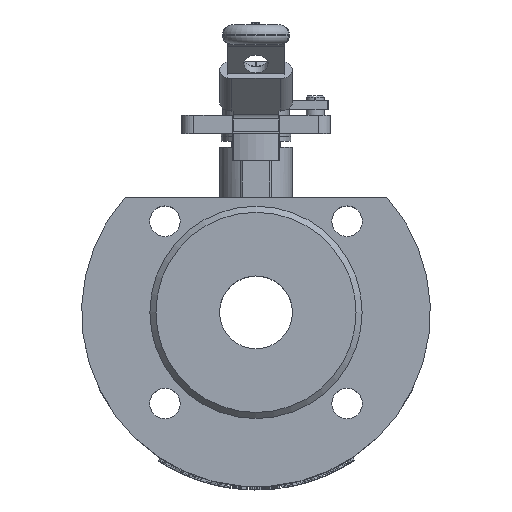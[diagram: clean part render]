
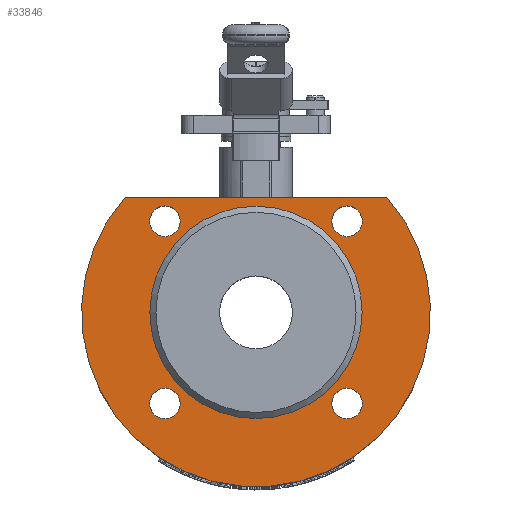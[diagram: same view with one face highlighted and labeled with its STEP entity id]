
A CAD part, top view. The second image highlights one B-rep face of the part: STEP entity #33846.
In plain terms, the highlighted planar face has unit normal (0, 0, 1).
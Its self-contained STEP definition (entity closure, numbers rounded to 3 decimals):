
#2401=FACE_BOUND('',#6076,.T.);
#2402=FACE_BOUND('',#6077,.T.);
#2403=FACE_BOUND('',#6078,.T.);
#2404=FACE_BOUND('',#6079,.T.);
#2405=FACE_BOUND('',#6080,.T.);
#2872=PLANE('',#35654);
#4222=FACE_OUTER_BOUND('',#6075,.T.);
#6075=EDGE_LOOP('',(#26166,#26167));
#6076=EDGE_LOOP('',(#26168));
#6077=EDGE_LOOP('',(#26169));
#6078=EDGE_LOOP('',(#26170));
#6079=EDGE_LOOP('',(#26171));
#6080=EDGE_LOOP('',(#26172));
#7190=LINE('',#42684,#9980);
#9980=VECTOR('',#36732,10.);
#13040=CIRCLE('',#35599,57.5);
#13045=CIRCLE('',#35614,5.053);
#13050=CIRCLE('',#35621,5.053);
#13055=CIRCLE('',#35628,5.053);
#13060=CIRCLE('',#35635,5.053);
#13067=CIRCLE('',#35651,35.);
#13339=VERTEX_POINT('',#42681);
#13340=VERTEX_POINT('',#42683);
#14802=VERTEX_POINT('',#60358);
#14807=VERTEX_POINT('',#60372);
#14812=VERTEX_POINT('',#60386);
#14817=VERTEX_POINT('',#60400);
#14824=VERTEX_POINT('',#60429);
#16647=EDGE_CURVE('',#13340,#13339,#7190,.T.);
#18833=EDGE_CURVE('',#13339,#13340,#13040,.T.);
#18840=EDGE_CURVE('',#14802,#14802,#13045,.T.);
#18847=EDGE_CURVE('',#14807,#14807,#13050,.T.);
#18854=EDGE_CURVE('',#14812,#14812,#13055,.T.);
#18861=EDGE_CURVE('',#14817,#14817,#13060,.T.);
#18874=EDGE_CURVE('',#14824,#14824,#13067,.T.);
#26166=ORIENTED_EDGE('',*,*,#16647,.T.);
#26167=ORIENTED_EDGE('',*,*,#18833,.T.);
#26168=ORIENTED_EDGE('',*,*,#18840,.T.);
#26169=ORIENTED_EDGE('',*,*,#18847,.T.);
#26170=ORIENTED_EDGE('',*,*,#18854,.T.);
#26171=ORIENTED_EDGE('',*,*,#18861,.T.);
#26172=ORIENTED_EDGE('',*,*,#18874,.T.);
#33846=ADVANCED_FACE('',(#4222,#2401,#2402,#2403,#2404,#2405),#2872,.T.);
#35599=AXIS2_PLACEMENT_3D('',#60338,#39185,#39186);
#35614=AXIS2_PLACEMENT_3D('',#60360,#39217,#39218);
#35621=AXIS2_PLACEMENT_3D('',#60374,#39233,#39234);
#35628=AXIS2_PLACEMENT_3D('',#60388,#39249,#39250);
#35635=AXIS2_PLACEMENT_3D('',#60402,#39265,#39266);
#35651=AXIS2_PLACEMENT_3D('',#60431,#39303,#39304);
#35654=AXIS2_PLACEMENT_3D('',#60434,#39309,#39310);
#36732=DIRECTION('',(-1.,0.,0.));
#39185=DIRECTION('center_axis',(0.,0.,1.));
#39186=DIRECTION('ref_axis',(0.751,-0.661,0.));
#39217=DIRECTION('center_axis',(0.,0.,-1.));
#39218=DIRECTION('ref_axis',(-1.,0.,0.));
#39233=DIRECTION('center_axis',(0.,0.,-1.));
#39234=DIRECTION('ref_axis',(-1.,0.,0.));
#39249=DIRECTION('center_axis',(0.,0.,-1.));
#39250=DIRECTION('ref_axis',(-1.,0.,0.));
#39265=DIRECTION('center_axis',(0.,0.,-1.));
#39266=DIRECTION('ref_axis',(-1.,0.,0.));
#39303=DIRECTION('center_axis',(0.,0.,-1.));
#39304=DIRECTION('ref_axis',(-1.,0.,0.));
#39309=DIRECTION('center_axis',(0.,0.,1.));
#39310=DIRECTION('ref_axis',(1.,0.,0.));
#42681=CARTESIAN_POINT('',(-43.154,38.,20.));
#42683=CARTESIAN_POINT('',(43.154,38.,20.));
#42684=CARTESIAN_POINT('',(-43.154,38.,20.));
#60338=CARTESIAN_POINT('Origin',(0.,0.,20.));
#60358=CARTESIAN_POINT('',(35.105,-30.052,20.));
#60360=CARTESIAN_POINT('Origin',(30.052,-30.052,20.));
#60372=CARTESIAN_POINT('',(-24.999,30.052,20.));
#60374=CARTESIAN_POINT('Origin',(-30.052,30.052,20.));
#60386=CARTESIAN_POINT('',(35.105,30.052,20.));
#60388=CARTESIAN_POINT('Origin',(30.052,30.052,20.));
#60400=CARTESIAN_POINT('',(-24.999,-30.052,20.));
#60402=CARTESIAN_POINT('Origin',(-30.052,-30.052,20.));
#60429=CARTESIAN_POINT('',(35.,0.,20.));
#60431=CARTESIAN_POINT('Origin',(0.,0.,20.));
#60434=CARTESIAN_POINT('Origin',(0.,-1.557,
20.));
